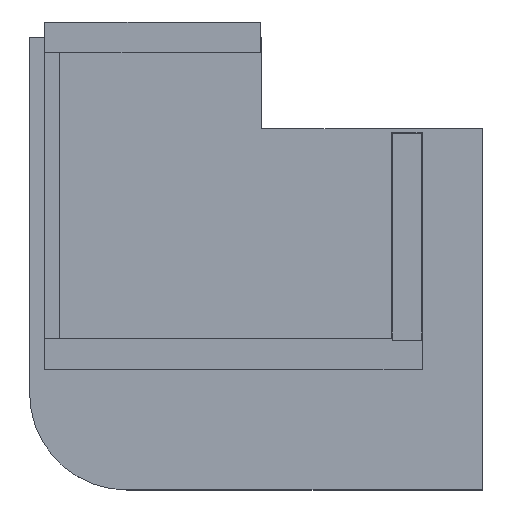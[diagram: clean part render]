
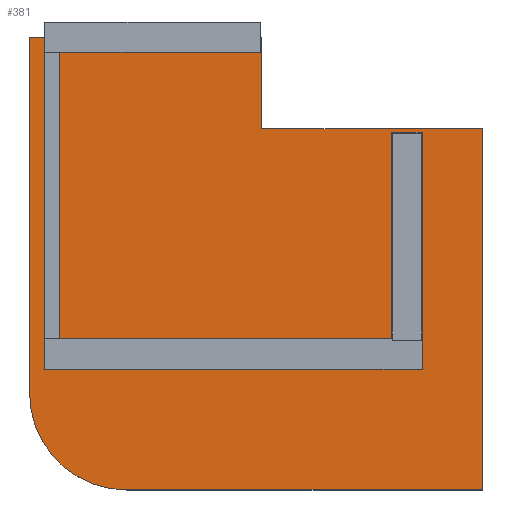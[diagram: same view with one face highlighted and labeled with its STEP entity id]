
A CAD part, top view. The second image highlights one B-rep face of the part: STEP entity #381.
In plain terms, the highlighted planar face has unit normal (0, 0, 1).
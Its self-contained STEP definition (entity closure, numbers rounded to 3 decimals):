
#122 = VERTEX_POINT('',#123);
#123 = CARTESIAN_POINT('',(6.424,0.,1.));
#129 = EDGE_CURVE('',#122,#130,#132,.T.);
#130 = VERTEX_POINT('',#131);
#131 = CARTESIAN_POINT('',(30.,0.,1.));
#132 = LINE('',#133,#134);
#133 = CARTESIAN_POINT('',(6.424,0.,1.));
#134 = VECTOR('',#135,1.);
#135 = DIRECTION('',(1.,0.,0.));
#160 = EDGE_CURVE('',#130,#161,#163,.T.);
#161 = VERTEX_POINT('',#162);
#162 = CARTESIAN_POINT('',(30.,23.941,1.));
#163 = LINE('',#164,#165);
#164 = CARTESIAN_POINT('',(30.,0.,1.));
#165 = VECTOR('',#166,1.);
#166 = DIRECTION('',(0.,1.,0.));
#191 = EDGE_CURVE('',#161,#192,#194,.T.);
#192 = VERTEX_POINT('',#193);
#193 = CARTESIAN_POINT('',(15.387,23.941,1.));
#194 = LINE('',#195,#196);
#195 = CARTESIAN_POINT('',(30.,23.941,1.));
#196 = VECTOR('',#197,1.);
#197 = DIRECTION('',(-1.,0.,0.));
#222 = EDGE_CURVE('',#192,#223,#225,.T.);
#223 = VERTEX_POINT('',#224);
#224 = CARTESIAN_POINT('',(15.387,30.,1.));
#225 = LINE('',#226,#227);
#226 = CARTESIAN_POINT('',(15.387,23.941,1.));
#227 = VECTOR('',#228,1.);
#228 = DIRECTION('',(0.,1.,0.));
#253 = EDGE_CURVE('',#223,#254,#256,.T.);
#254 = VERTEX_POINT('',#255);
#255 = CARTESIAN_POINT('',(15.,30.,1.));
#256 = LINE('',#257,#258);
#257 = CARTESIAN_POINT('',(15.387,30.,1.));
#258 = VECTOR('',#259,1.);
#259 = DIRECTION('',(-1.,0.,0.));
#284 = EDGE_CURVE('',#254,#285,#287,.T.);
#285 = VERTEX_POINT('',#286);
#286 = CARTESIAN_POINT('',(0.,30.,1.));
#287 = LINE('',#288,#289);
#288 = CARTESIAN_POINT('',(15.,30.,1.));
#289 = VECTOR('',#290,1.);
#290 = DIRECTION('',(-1.,0.,0.));
#315 = EDGE_CURVE('',#285,#316,#318,.T.);
#316 = VERTEX_POINT('',#317);
#317 = CARTESIAN_POINT('',(0.,6.424,1.));
#318 = LINE('',#319,#320);
#319 = CARTESIAN_POINT('',(0.,30.,1.));
#320 = VECTOR('',#321,1.);
#321 = DIRECTION('',(0.,-1.,0.));
#346 = EDGE_CURVE('',#316,#122,#347,.T.);
#347 = CIRCLE('',#348,6.424);
#348 = AXIS2_PLACEMENT_3D('',#349,#350,#351);
#349 = CARTESIAN_POINT('',(6.424,6.424,1.));
#350 = DIRECTION('',(0.,0.,1.));
#351 = DIRECTION('',(1.,0.,0.));
#381 = ADVANCED_FACE('',(#382),#392,.T.);
#382 = FACE_BOUND('',#383,.T.);
#383 = EDGE_LOOP('',(#384,#385,#386,#387,#388,#389,#390,#391));
#384 = ORIENTED_EDGE('',*,*,#129,.T.);
#385 = ORIENTED_EDGE('',*,*,#160,.T.);
#386 = ORIENTED_EDGE('',*,*,#191,.T.);
#387 = ORIENTED_EDGE('',*,*,#222,.T.);
#388 = ORIENTED_EDGE('',*,*,#253,.T.);
#389 = ORIENTED_EDGE('',*,*,#284,.T.);
#390 = ORIENTED_EDGE('',*,*,#315,.T.);
#391 = ORIENTED_EDGE('',*,*,#346,.T.);
#392 = PLANE('',#393);
#393 = AXIS2_PLACEMENT_3D('',#394,#395,#396);
#394 = CARTESIAN_POINT('',(14.642,14.642,1.));
#395 = DIRECTION('',(0.,0.,1.));
#396 = DIRECTION('',(1.,0.,0.));
